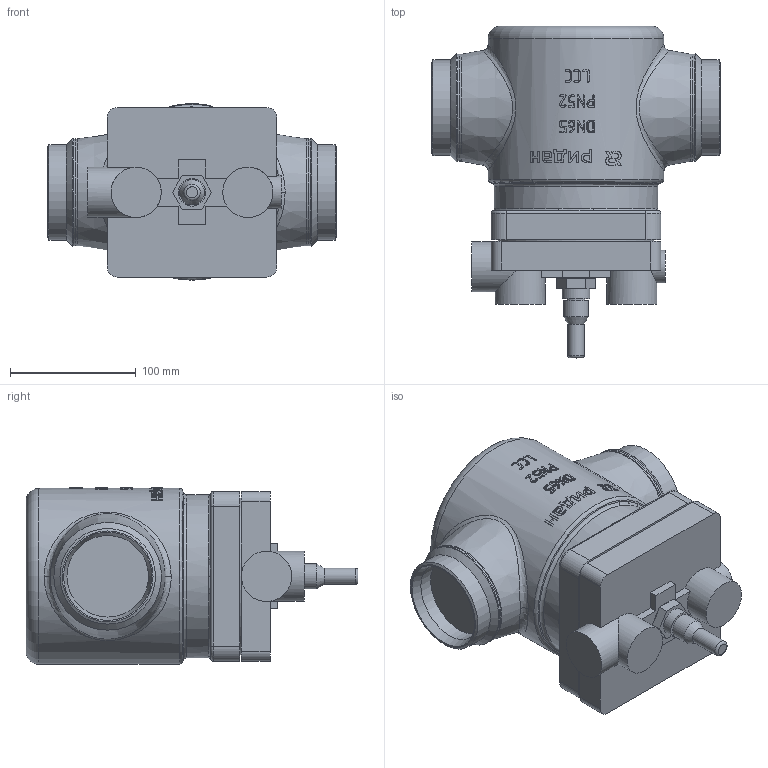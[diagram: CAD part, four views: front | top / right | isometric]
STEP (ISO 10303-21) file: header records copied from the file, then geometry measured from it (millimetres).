
FILE_DESCRIPTION(('TFLEX Exchange Step'),'2;1');
FILE_NAME('027B3065R.stp', '2024-07-02T15:55:04+03:00',('RUCO3378'),('Unknown organisation'),'TFLEX Exchange 2024.4','T-FLEX CAD','Unknown authorisation');
FILE_SCHEMA( ('AP203_CONFIGURATION_CONTROLLED_3D_DESIGN_OF_MECHANICAL_PARTS_AND_ASSEMBLIES_MIM_LF') );
Length unit declared in the file: millimetre
Products named in the file (1): Assembly
Bounding box: 230 x 264.26 x 140.5 mm (x, y, z)
Volume: 3613026.5 mm3; surface area: 181375.3 mm2
Topology: 1 solids, 1 shells, 412 faces, 1142 edges, 766 vertices
Faces by surface type: plane 170, bspline 162, cylinder 54, torus 16, cone 10
Full cylindrical faces by diameter (mm): 13 x1, 14.5 x1, 20 x1, 22 x1, 26 x2, 40 x3, 65 x2, 76.1 x2, 85 x2, 125 x1, 130 x1, 140 x1
Entity records: 18328 total; most frequent: CARTESIAN_POINT 8919, ORIENTED_EDGE 2284, DIRECTION 1448, EDGE_CURVE 1142, VERTEX_POINT 766, AXIS2_PLACEMENT_3D 549, B_SPLINE_CURVE_WITH_KNOTS 488, EDGE_LOOP 446
